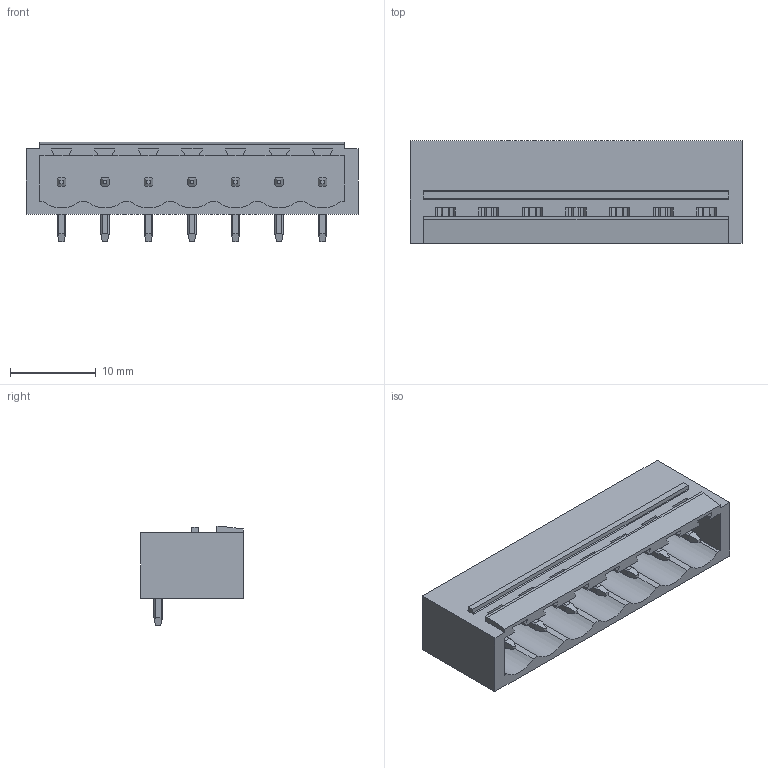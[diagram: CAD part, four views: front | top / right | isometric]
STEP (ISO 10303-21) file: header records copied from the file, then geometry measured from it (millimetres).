
FILE_DESCRIPTION(('CATIA V5 STEP Exchange','CAx-IF Rec.Pracs.--- Model Styling and Organization---1.2---2011-12-15'),'2;1');
FILE_NAME ('D1449386_0', '2018-10-26T05:58:04+00:00', ('none'), ('Weidmueller'), 'CATIA Version 5-6 Release 2014', 'CATIA V5 STEP AP214', 'none');
FILE_SCHEMA(('AUTOMOTIVE_DESIGN { 1 0 10303 214 1 1 1 1 }'));
Length unit declared in the file: millimetre
Products named in the file (1): 1155380000
Bounding box: 38.76 x 12 x 11.63 mm (x, y, z)
Volume: 1915 mm3; surface area: 3071.8 mm2
Topology: 8 solids, 8 shells, 359 faces, 995 edges, 640 vertices
Faces by surface type: plane 238, cylinder 121
Entity records: 10414 total; most frequent: CARTESIAN_POINT 2358, ORIENTED_EDGE 1990, DIRECTION 1145, EDGE_CURVE 989, VECTOR 695, LINE 695, VERTEX_POINT 632, EDGE_LOOP 375
